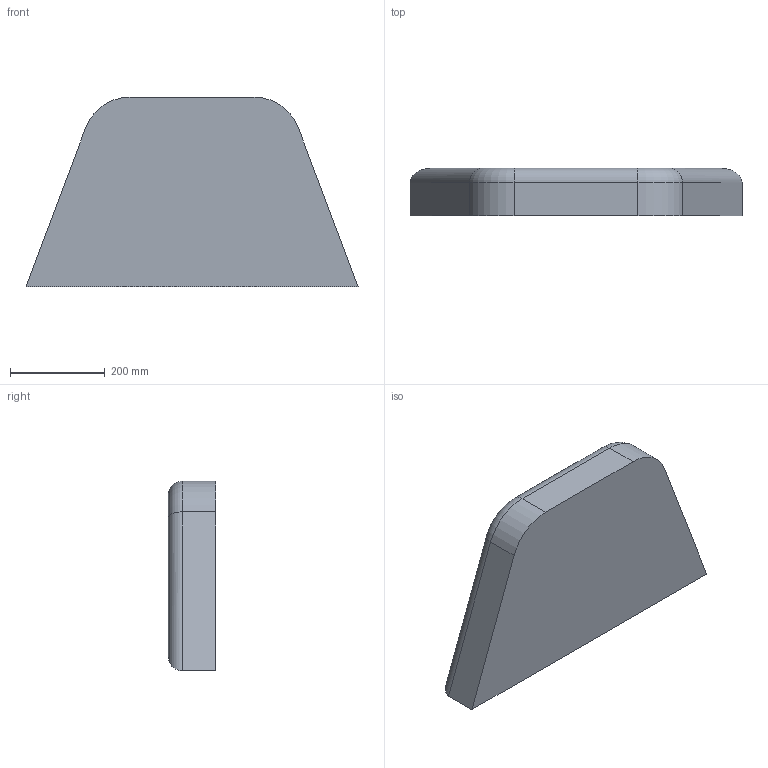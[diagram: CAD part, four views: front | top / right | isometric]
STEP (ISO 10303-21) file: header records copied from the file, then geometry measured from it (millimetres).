
FILE_DESCRIPTION (( 'STEP AP214' ), '1' );
FILE_NAME ('test.STEP', '2025-03-20T06:05:27', ( '' ), ( '' ), 'SwSTEP 2.0', 'SolidWorks 2022', '' );
FILE_SCHEMA (( 'AUTOMOTIVE_DESIGN' ));
Length unit declared in the file: millimetre
Products named in the file (1): test
Bounding box: 700 x 100 x 400 mm (x, y, z)
Volume: 21465876.7 mm3; surface area: 603241.8 mm2
Topology: 1 solids, 1 shells, 14 faces, 30 edges, 18 vertices
Faces by surface type: plane 6, cylinder 6, torus 2
Entity records: 410 total; most frequent: CARTESIAN_POINT 69, DIRECTION 68, ORIENTED_EDGE 60, EDGE_CURVE 30, AXIS2_PLACEMENT_3D 25, VECTOR 18, VERTEX_POINT 18, LINE 18
